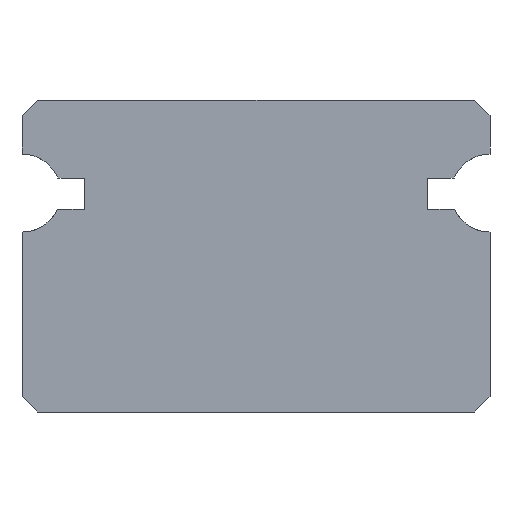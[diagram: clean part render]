
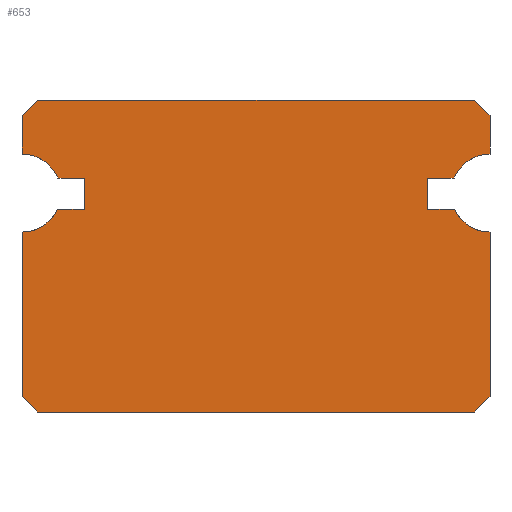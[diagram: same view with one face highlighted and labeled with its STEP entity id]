
A CAD part, front view. The second image highlights one B-rep face of the part: STEP entity #653.
In plain terms, the highlighted planar face has unit normal (0, -1, 0).
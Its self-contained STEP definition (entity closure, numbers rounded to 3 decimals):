
#35=FACE_OUTER_BOUND('',#75,.T.);
#75=EDGE_LOOP('',(#435,#436,#437,#438,#439,#440,#441,#442,#443,#444,#445,
#446,#447,#448,#449,#450,#451,#452,#453,#454));
#121=CIRCLE('',#708,1.25);
#122=CIRCLE('',#709,1.25);
#123=CIRCLE('',#710,1.25);
#124=CIRCLE('',#711,1.25);
#139=LINE('',#971,#211);
#140=LINE('',#973,#212);
#141=LINE('',#975,#213);
#142=LINE('',#977,#214);
#143=LINE('',#981,#215);
#144=LINE('',#983,#216);
#145=LINE('',#985,#217);
#146=LINE('',#989,#218);
#147=LINE('',#991,#219);
#148=LINE('',#993,#220);
#149=LINE('',#995,#221);
#150=LINE('',#997,#222);
#151=LINE('',#1001,#223);
#152=LINE('',#1003,#224);
#153=LINE('',#1005,#225);
#154=LINE('',#1008,#226);
#211=VECTOR('',#773,10.);
#212=VECTOR('',#774,10.);
#213=VECTOR('',#775,10.);
#214=VECTOR('',#776,10.);
#215=VECTOR('',#779,10.);
#216=VECTOR('',#780,10.);
#217=VECTOR('',#781,10.);
#218=VECTOR('',#784,10.);
#219=VECTOR('',#785,10.);
#220=VECTOR('',#786,10.);
#221=VECTOR('',#787,10.);
#222=VECTOR('',#788,10.);
#223=VECTOR('',#791,10.);
#224=VECTOR('',#792,10.);
#225=VECTOR('',#793,10.);
#226=VECTOR('',#796,10.);
#283=VERTEX_POINT('',#969);
#284=VERTEX_POINT('',#970);
#285=VERTEX_POINT('',#972);
#286=VERTEX_POINT('',#974);
#287=VERTEX_POINT('',#976);
#288=VERTEX_POINT('',#978);
#289=VERTEX_POINT('',#980);
#290=VERTEX_POINT('',#982);
#291=VERTEX_POINT('',#984);
#292=VERTEX_POINT('',#986);
#293=VERTEX_POINT('',#988);
#294=VERTEX_POINT('',#990);
#295=VERTEX_POINT('',#992);
#296=VERTEX_POINT('',#994);
#297=VERTEX_POINT('',#996);
#298=VERTEX_POINT('',#998);
#299=VERTEX_POINT('',#1000);
#300=VERTEX_POINT('',#1002);
#301=VERTEX_POINT('',#1004);
#302=VERTEX_POINT('',#1006);
#341=EDGE_CURVE('',#283,#284,#139,.T.);
#342=EDGE_CURVE('',#285,#283,#140,.T.);
#343=EDGE_CURVE('',#286,#285,#141,.T.);
#344=EDGE_CURVE('',#287,#286,#142,.T.);
#345=EDGE_CURVE('',#288,#287,#121,.T.);
#346=EDGE_CURVE('',#289,#288,#143,.T.);
#347=EDGE_CURVE('',#290,#289,#144,.T.);
#348=EDGE_CURVE('',#291,#290,#145,.T.);
#349=EDGE_CURVE('',#292,#291,#122,.T.);
#350=EDGE_CURVE('',#293,#292,#146,.T.);
#351=EDGE_CURVE('',#294,#293,#147,.T.);
#352=EDGE_CURVE('',#295,#294,#148,.T.);
#353=EDGE_CURVE('',#296,#295,#149,.T.);
#354=EDGE_CURVE('',#297,#296,#150,.T.);
#355=EDGE_CURVE('',#298,#297,#123,.T.);
#356=EDGE_CURVE('',#299,#298,#151,.T.);
#357=EDGE_CURVE('',#300,#299,#152,.T.);
#358=EDGE_CURVE('',#301,#300,#153,.T.);
#359=EDGE_CURVE('',#302,#301,#124,.T.);
#360=EDGE_CURVE('',#284,#302,#154,.T.);
#435=ORIENTED_EDGE('',*,*,#341,.F.);
#436=ORIENTED_EDGE('',*,*,#342,.F.);
#437=ORIENTED_EDGE('',*,*,#343,.F.);
#438=ORIENTED_EDGE('',*,*,#344,.F.);
#439=ORIENTED_EDGE('',*,*,#345,.F.);
#440=ORIENTED_EDGE('',*,*,#346,.F.);
#441=ORIENTED_EDGE('',*,*,#347,.F.);
#442=ORIENTED_EDGE('',*,*,#348,.F.);
#443=ORIENTED_EDGE('',*,*,#349,.F.);
#444=ORIENTED_EDGE('',*,*,#350,.F.);
#445=ORIENTED_EDGE('',*,*,#351,.F.);
#446=ORIENTED_EDGE('',*,*,#352,.F.);
#447=ORIENTED_EDGE('',*,*,#353,.F.);
#448=ORIENTED_EDGE('',*,*,#354,.F.);
#449=ORIENTED_EDGE('',*,*,#355,.F.);
#450=ORIENTED_EDGE('',*,*,#356,.F.);
#451=ORIENTED_EDGE('',*,*,#357,.F.);
#452=ORIENTED_EDGE('',*,*,#358,.F.);
#453=ORIENTED_EDGE('',*,*,#359,.F.);
#454=ORIENTED_EDGE('',*,*,#360,.F.);
#623=PLANE('',#707);
#653=ADVANCED_FACE('',(#35),#623,.F.);
#707=AXIS2_PLACEMENT_3D('',#968,#771,#772);
#708=AXIS2_PLACEMENT_3D('',#979,#777,#778);
#709=AXIS2_PLACEMENT_3D('',#987,#782,#783);
#710=AXIS2_PLACEMENT_3D('',#999,#789,#790);
#711=AXIS2_PLACEMENT_3D('',#1007,#794,#795);
#771=DIRECTION('center_axis',(0.,1.,0.));
#772=DIRECTION('ref_axis',(0.,0.,1.));
#773=DIRECTION('',(-0.707,0.,0.707));
#774=DIRECTION('',(-1.,0.,0.));
#775=DIRECTION('',(-0.707,0.,-0.707));
#776=DIRECTION('',(0.,0.,-1.));
#777=DIRECTION('center_axis',(0.,-1.,0.));
#778=DIRECTION('ref_axis',(-0.911,0.,-0.413));
#779=DIRECTION('',(1.,0.,0.));
#780=DIRECTION('',(0.,0.,-1.));
#781=DIRECTION('',(-1.,0.,0.));
#782=DIRECTION('center_axis',(0.,-1.,0.));
#783=DIRECTION('ref_axis',(0.,0.,1.));
#784=DIRECTION('',(0.,0.,-1.));
#785=DIRECTION('',(0.707,0.,-0.707));
#786=DIRECTION('',(1.,0.,0.));
#787=DIRECTION('',(0.707,0.,0.707));
#788=DIRECTION('',(0.,0.,1.));
#789=DIRECTION('center_axis',(0.,-1.,0.));
#790=DIRECTION('ref_axis',(0.922,0.,0.387));
#791=DIRECTION('',(-1.,0.,0.));
#792=DIRECTION('',(0.,0.,1.));
#793=DIRECTION('',(1.,0.,0.));
#794=DIRECTION('center_axis',(0.,-1.,0.));
#795=DIRECTION('ref_axis',(0.,0.,-1.));
#796=DIRECTION('',(0.,0.,1.));
#968=CARTESIAN_POINT('Origin',(167.5,105.13,39.));
#969=CARTESIAN_POINT('',(160.5,105.13,34.));
#970=CARTESIAN_POINT('',(160.,105.13,34.5));
#971=CARTESIAN_POINT('',(160.875,105.13,33.625));
#972=CARTESIAN_POINT('',(174.5,105.13,34.));
#973=CARTESIAN_POINT('',(163.75,105.13,34.));
#974=CARTESIAN_POINT('',(175.,105.13,34.5));
#975=CARTESIAN_POINT('',(174.125,105.13,33.625));
#976=CARTESIAN_POINT('',(175.,105.13,39.767));
#977=CARTESIAN_POINT('',(175.,105.13,36.5));
#978=CARTESIAN_POINT('',(173.862,105.13,40.5));
#979=CARTESIAN_POINT('Origin',(175.,105.13,41.017));
#980=CARTESIAN_POINT('',(173.,105.13,40.5));
#981=CARTESIAN_POINT('',(170.681,105.13,40.5));
#982=CARTESIAN_POINT('',(173.,105.13,41.5));
#983=CARTESIAN_POINT('',(173.,105.13,39.75));
#984=CARTESIAN_POINT('',(173.847,105.13,41.5));
#985=CARTESIAN_POINT('',(170.25,105.13,41.5));
#986=CARTESIAN_POINT('',(175.,105.13,42.267));
#987=CARTESIAN_POINT('Origin',(175.,105.13,41.017));
#988=CARTESIAN_POINT('',(175.,105.13,43.5));
#989=CARTESIAN_POINT('',(175.,105.13,40.633));
#990=CARTESIAN_POINT('',(174.5,105.13,44.));
#991=CARTESIAN_POINT('',(174.125,105.13,44.375));
#992=CARTESIAN_POINT('',(160.5,105.13,44.));
#993=CARTESIAN_POINT('',(171.25,105.13,44.));
#994=CARTESIAN_POINT('',(160.,105.13,43.5));
#995=CARTESIAN_POINT('',(160.875,105.13,44.375));
#996=CARTESIAN_POINT('',(160.,105.13,42.267));
#997=CARTESIAN_POINT('',(160.,105.13,41.5));
#998=CARTESIAN_POINT('',(161.153,105.13,41.5));
#999=CARTESIAN_POINT('Origin',(160.,105.13,41.017));
#1000=CARTESIAN_POINT('',(162.,105.13,41.5));
#1001=CARTESIAN_POINT('',(164.326,105.13,41.5));
#1002=CARTESIAN_POINT('',(162.,105.13,40.5));
#1003=CARTESIAN_POINT('',(162.,105.13,40.25));
#1004=CARTESIAN_POINT('',(161.138,105.13,40.5));
#1005=CARTESIAN_POINT('',(164.75,105.13,40.5));
#1006=CARTESIAN_POINT('',(160.,105.13,39.767));
#1007=CARTESIAN_POINT('Origin',(160.,105.13,41.017));
#1008=CARTESIAN_POINT('',(160.,105.13,39.383));
